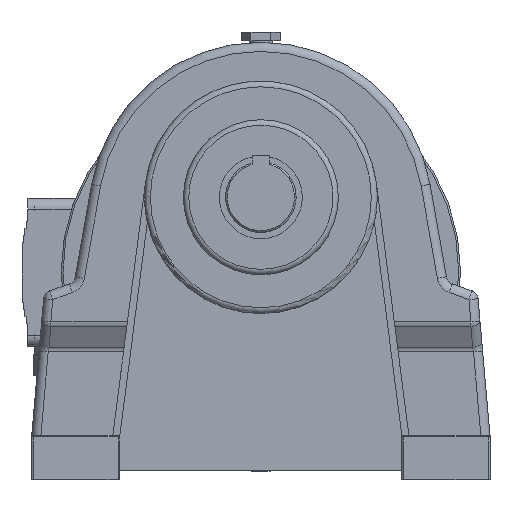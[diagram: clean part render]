
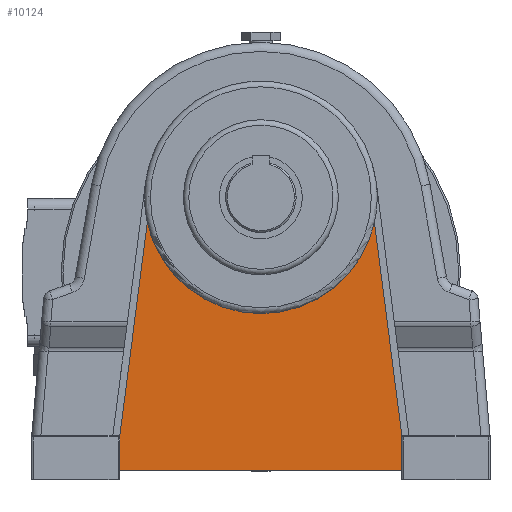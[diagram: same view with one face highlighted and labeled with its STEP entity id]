
A CAD part, top view. The second image highlights one B-rep face of the part: STEP entity #10124.
In plain terms, the highlighted planar face has unit normal (0, 0, 1).
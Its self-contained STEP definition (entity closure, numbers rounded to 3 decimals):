
#80=PLANE($,#10822);
#554=LINE($,#14656,#1717);
#574=LINE($,#14706,#1737);
#587=LINE($,#14733,#1750);
#671=LINE($,#15088,#1834);
#674=LINE($,#15095,#1837);
#1717=VECTOR($,#11686,160.);
#1737=VECTOR($,#11722,20.);
#1750=VECTOR($,#11741,20.);
#1834=VECTOR($,#12019,121.605);
#1837=VECTOR($,#12028,121.605);
#3089=FACE_OUTER_BOUND($,#3710,.T.);
#3710=EDGE_LOOP($,(#7426,#7427,#7428,#7429,#7430,#7431));
#4390=CIRCLE($,#10820,66.);
#4648=VERTEX_POINT($,#14653);
#4649=VERTEX_POINT($,#14655);
#4671=VERTEX_POINT($,#14704);
#4682=VERTEX_POINT($,#14732);
#4762=VERTEX_POINT($,#15087);
#4763=VERTEX_POINT($,#15091);
#5624=EDGE_CURVE($,#4649,#4648,#554,.T.);
#5649=EDGE_CURVE($,#4648,#4671,#574,.T.);
#5663=EDGE_CURVE($,#4682,#4649,#587,.T.);
#5801=EDGE_CURVE($,#4762,#4682,#671,.T.);
#5803=EDGE_CURVE($,#4763,#4762,#4390,.T.);
#5805=EDGE_CURVE($,#4671,#4763,#674,.T.);
#7426=ORIENTED_EDGE($,*,*,#5663,.T.);
#7427=ORIENTED_EDGE($,*,*,#5624,.T.);
#7428=ORIENTED_EDGE($,*,*,#5649,.T.);
#7429=ORIENTED_EDGE($,*,*,#5805,.T.);
#7430=ORIENTED_EDGE($,*,*,#5803,.T.);
#7431=ORIENTED_EDGE($,*,*,#5801,.T.);
#10124=ADVANCED_FACE($,(#3089),#80,.T.);
#10820=AXIS2_PLACEMENT_3D($,#15092,#12023,#12024);
#10822=AXIS2_PLACEMENT_3D($,#15096,#12029,#12030);
#11686=DIRECTION($,(1.,0.,0.));
#11722=DIRECTION($,(0.,1.,0.));
#11741=DIRECTION($,(0.,-1.,0.));
#12019=DIRECTION($,(-0.128,-0.992,0.));
#12023=DIRECTION('center_axis',(0.,0.,-1.));
#12024=DIRECTION('ref_axis',(1.,0.,0.));
#12028=DIRECTION($,(-0.128,0.992,0.));
#12029=DIRECTION('center_axis',(0.,0.,1.));
#12030=DIRECTION('ref_axis',(1.,0.,0.));
#14653=CARTESIAN_POINT('',(80.,-155.,-14.022));
#14655=CARTESIAN_POINT('',(-80.,-155.,-14.022));
#14656=CARTESIAN_POINT($,(-80.,-155.,-14.022));
#14704=CARTESIAN_POINT('',(80.,-135.,-14.022));
#14706=CARTESIAN_POINT($,(80.,-155.,-14.022));
#14732=CARTESIAN_POINT('',(-80.,-135.,-14.022));
#14733=CARTESIAN_POINT($,(-80.,-135.,-14.022));
#15087=CARTESIAN_POINT('',(-64.41,-14.398,-14.022));
#15088=CARTESIAN_POINT($,(-64.41,-14.398,-14.022));
#15091=CARTESIAN_POINT('',(64.41,-14.398,-14.022));
#15092=CARTESIAN_POINT('Origin',(0.,0.,-14.022));
#15095=CARTESIAN_POINT($,(80.,-135.,-14.022));
#15096=CARTESIAN_POINT('Origin',(0.,0.,-14.022));
